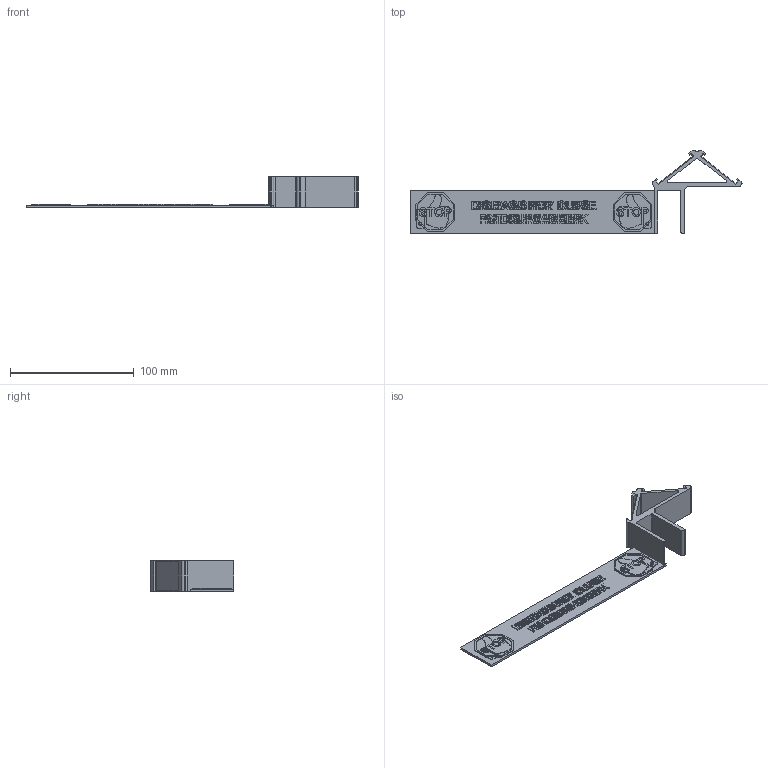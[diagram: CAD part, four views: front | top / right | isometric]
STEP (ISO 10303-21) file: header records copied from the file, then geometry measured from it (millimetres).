
FILE_DESCRIPTION(/* description */ (''),/* implementation_level */ '2;1');
FILE_NAME(/* name */ 'dishwasher sign.step',/* time_stamp */ '2025-05-07T15:10:46+02:00',/* author */ (''),/* organization */ (''),/* preprocessor_version */ 'ST-DEVELOPER v20.1',/* originating_system */ 'Autodesk Translation Framework v14.4.0.0',/* authorisation */ '');
FILE_SCHEMA (('AUTOMOTIVE_DESIGN { 1 0 10303 214 3 1 1 }'));
Length unit declared in the file: millimetre
Products named in the file (4): sign holder (v14~recovered); holder; stop_sign; go_sign
Assembly tree (3 placements, depth 2):
  sign holder (v14~recovered)
    holder
    stop_sign
    go_sign
Bounding box: 267.96 x 67.27 x 25 mm (x, y, z)
Volume: 46195.6 mm3; surface area: 43863.9 mm2
Topology: 3 solids, 3 shells, 1289 faces, 3572 edges, 2376 vertices
Faces by surface type: bspline 647, plane 627, cylinder 15
Entity records: 46557 total; most frequent: CARTESIAN_POINT 18059, ORIENTED_EDGE 7144, DIRECTION 3606, EDGE_CURVE 3572, VERTEX_POINT 2376, LINE 2248, VECTOR 2248, EDGE_LOOP 1378
